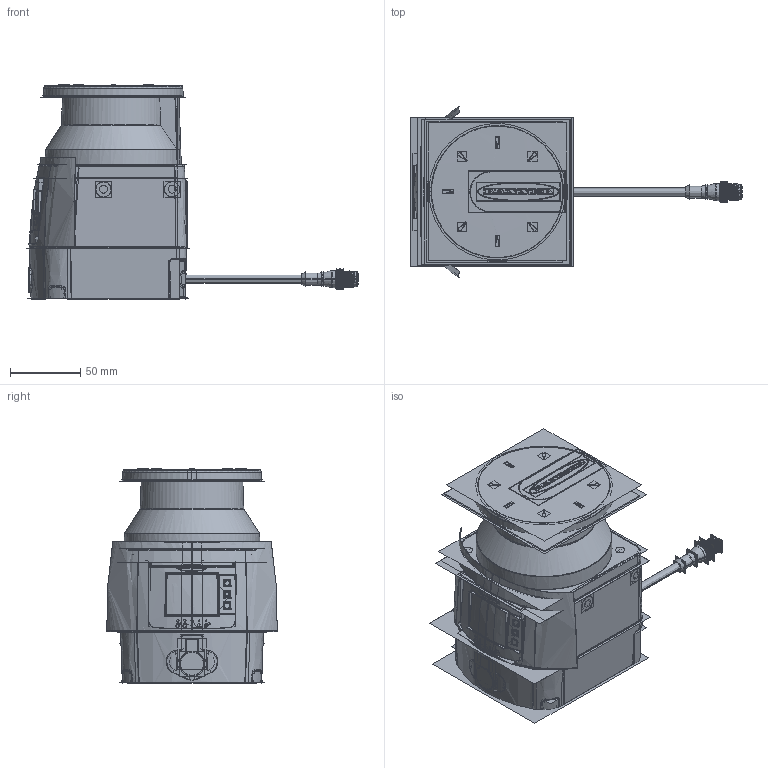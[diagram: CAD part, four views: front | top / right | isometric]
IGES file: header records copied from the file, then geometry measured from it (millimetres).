
Start section:  PTC IGES file: 209456.igs
Global section: file name: 209456.igs; native system: Creo Parametric by PTC Inc.; preprocessor: 2019292; author: PDMAdmin; organization: Unknown; date: 20220512.143405; units: millimetre
Bounding box: 236.93 x 121.66 x 152.86 mm (x, y, z)
Surface area: 3817110.9 mm2
Topology: 13 solids, 14 shells, 7006 faces, 36719 edges, 47385 vertices
Faces by surface type: bspline 4730, revolution 2068, extrusion 208
